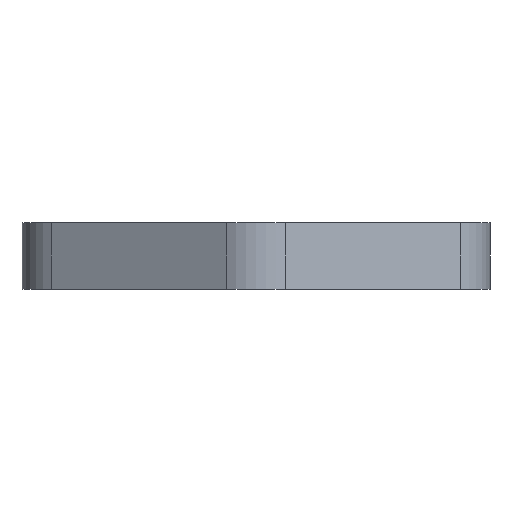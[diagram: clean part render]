
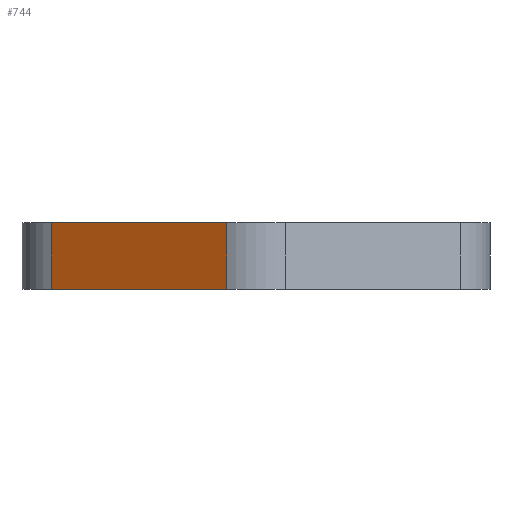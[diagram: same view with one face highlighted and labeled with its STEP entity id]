
A CAD part, front view. The second image highlights one B-rep face of the part: STEP entity #744.
In plain terms, the highlighted planar face has unit normal (-0.5, -0.866, 0).
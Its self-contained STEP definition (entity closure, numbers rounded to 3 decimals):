
#35=PLANE('',#828);
#70=FACE_OUTER_BOUND('',#110,.T.);
#110=EDGE_LOOP('',(#669,#670,#671,#672));
#161=LINE('',#1179,#237);
#164=LINE('',#1192,#240);
#186=LINE('',#1258,#262);
#187=LINE('',#1260,#263);
#237=VECTOR('',#941,10.);
#240=VECTOR('',#952,10.);
#262=VECTOR('',#1032,10.);
#263=VECTOR('',#1035,10.);
#350=VERTEX_POINT('',#1176);
#351=VERTEX_POINT('',#1178);
#356=VERTEX_POINT('',#1189);
#357=VERTEX_POINT('',#1191);
#434=EDGE_CURVE('',#350,#351,#161,.T.);
#440=EDGE_CURVE('',#356,#357,#164,.T.);
#474=EDGE_CURVE('',#351,#356,#186,.T.);
#475=EDGE_CURVE('',#357,#350,#187,.T.);
#669=ORIENTED_EDGE('',*,*,#474,.F.);
#670=ORIENTED_EDGE('',*,*,#434,.F.);
#671=ORIENTED_EDGE('',*,*,#475,.F.);
#672=ORIENTED_EDGE('',*,*,#440,.F.);
#744=ADVANCED_FACE('',(#70),#35,.T.);
#828=AXIS2_PLACEMENT_3D('',#1259,#1033,#1034);
#941=DIRECTION('',(-0.866,0.5,0.));
#952=DIRECTION('',(0.866,-0.5,0.));
#1032=DIRECTION('',(0.,0.,1.));
#1033=DIRECTION('center_axis',(-0.5,-0.866,0.));
#1034=DIRECTION('ref_axis',(0.866,-0.5,0.));
#1035=DIRECTION('',(0.,0.,-1.));
#1176=CARTESIAN_POINT('',(101.,14.51,-3.4));
#1178=CARTESIAN_POINT('',(92.,19.706,-3.4));
#1179=CARTESIAN_POINT('',(102.5,13.644,-3.4));
#1189=CARTESIAN_POINT('',(92.,19.706,0.));
#1191=CARTESIAN_POINT('',(101.,14.51,0.));
#1192=CARTESIAN_POINT('',(102.5,13.644,0.));
#1258=CARTESIAN_POINT('',(92.,19.706,-3.4));
#1259=CARTESIAN_POINT('Origin',(90.5,20.572,-3.4));
#1260=CARTESIAN_POINT('',(101.,14.51,-3.4));
